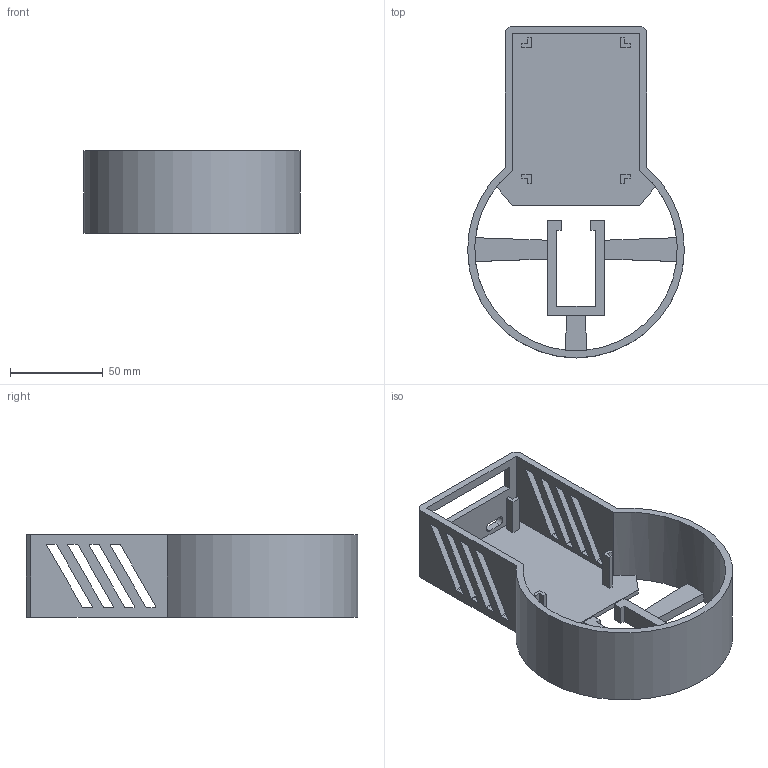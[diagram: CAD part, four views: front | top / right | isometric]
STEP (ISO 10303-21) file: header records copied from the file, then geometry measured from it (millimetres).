
FILE_DESCRIPTION(/* description */ ('STEP AP242 Edition 2','CAx-IF Rec.Pracs.---Representation and Presentation of Product Manufacturing Information (PMI)---4.0---2014-10-13','CAx-IF Rec.Pracs.---3D Tessellated Geometry---0.4---2014-09-14','2;1','CAx-IF Rec.Pracs.---User Defined Attributes---1.5---2016-08-15'),/* implementation_level */ '2;1');
FILE_NAME(/* name */ '69655ba6ee0dfdd49ce88d9f',/* time_stamp */ '2026-01-12T20:37:59Z',/* author */ (''),/* organization */ (''),/* preprocessor_version */ 'ST-DEVELOPER v20',/* originating_system */ 'ONSHAPE BY PTC INC, 1.209',/* authorisation */ ' ');
FILE_SCHEMA (('AP242_MANAGED_MODEL_BASED_3D_ENGINEERING_MIM_LF { 1 0 10303 442 3 1 4 }'));
Length unit declared in the file: metre
Products named in the file (1): Arm1BaseBottom
Bounding box: 116.84 x 178.91 x 44.23 mm (x, y, z)
Volume: 104862.5 mm3; surface area: 67633.4 mm2
Topology: 1 solids, 1 shells, 138 faces, 402 edges, 268 vertices
Faces by surface type: plane 102, cylinder 36
Entity records: 4620 total; most frequent: CARTESIAN_POINT 809, ORIENTED_EDGE 804, DIRECTION 760, EDGE_CURVE 402, LINE 322, VECTOR 322, VERTEX_POINT 268, AXIS2_PLACEMENT_3D 219
